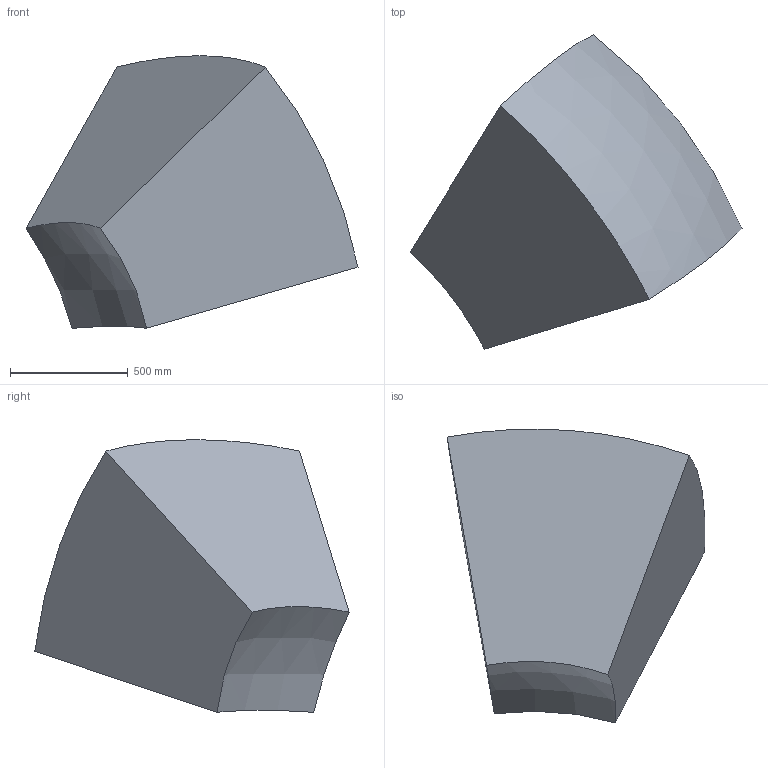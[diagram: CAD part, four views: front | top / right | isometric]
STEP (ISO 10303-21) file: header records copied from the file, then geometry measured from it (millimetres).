
FILE_DESCRIPTION(('Open CASCADE Model'),'2;1');
FILE_NAME('Open CASCADE Shape Model','2015-12-01T15:17:31',('Author'),( 'Open CASCADE'),'Open CASCADE STEP processor 6.9','Open CASCADE 6.9' ,'Unknown');
FILE_SCHEMA(('AUTOMOTIVE_DESIGN { 1 0 10303 214 1 1 1 1 }'));
Length unit declared in the file: metre
Products named in the file (1): Open CASCADE STEP translator 6.9 1
Bounding box: 1407.4 x 1333.25 x 1155.39 mm (x, y, z)
Volume: 634056183 mm3; surface area: 4418208.5 mm2
Topology: 1 solids, 1 shells, 6 faces, 12 edges, 8 vertices
Faces by surface type: plane 4, sphere 2
Entity records: 1152 total; most frequent: CARTESIAN_POINT 905, DIRECTION 42, ORIENTED_EDGE 24, PCURVE 24, DEFINITIONAL_REPRESENTATION 24, CIRCLE 16, B_SPLINE_CURVE_WITH_KNOTS 16, AXIS2_PLACEMENT_3D 15
